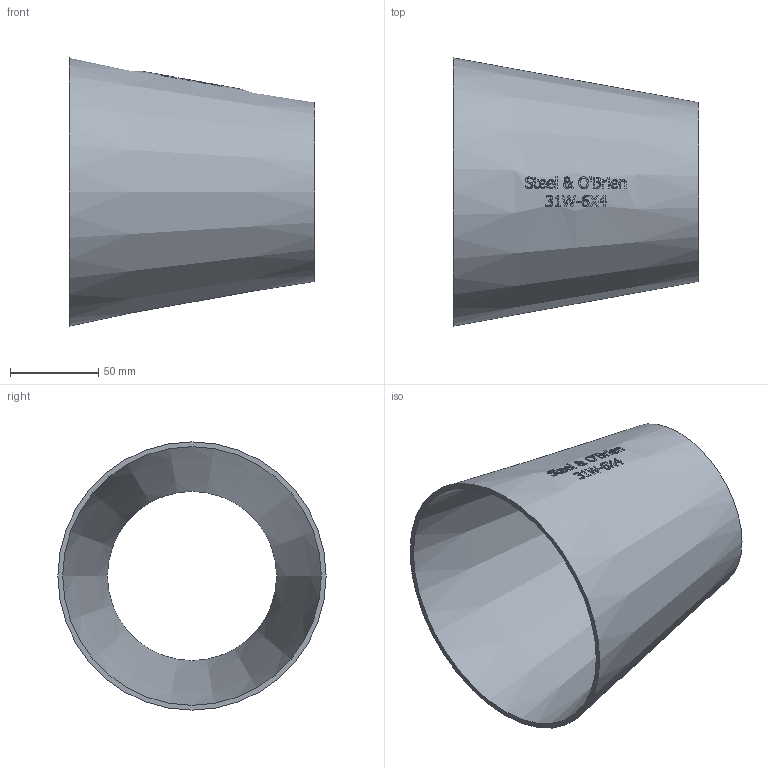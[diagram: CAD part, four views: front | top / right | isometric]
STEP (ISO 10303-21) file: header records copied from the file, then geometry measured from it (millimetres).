
FILE_DESCRIPTION(/* description */ (''),/* implementation_level */ '2;1');
FILE_NAME(/* name */ '31W-6X4.stp',/* time_stamp */ '2019-07-30T14:35:23-04:00',/* author */ ('rick'),/* organization */ (''),/* preprocessor_version */ 'ST-DEVELOPER v15.2',/* originating_system */ 'Autodesk Inventor 2014',/* authorisation */ '');
FILE_SCHEMA (('AUTOMOTIVE_DESIGN { 1 0 10303 214 3 1 1 }'));
Length unit declared in the file: inch
Products named in the file (1): 31W-6X4
Bounding box: 139.7 x 152.4 x 152.4 mm (x, y, z)
Volume: 150927.2 mm3; surface area: 113061.6 mm2
Topology: 1 solids, 1 shells, 336 faces, 909 edges, 606 vertices
Faces by surface type: bspline 158, plane 145, cone 33
Entity records: 13338 total; most frequent: CARTESIAN_POINT 5767, ORIENTED_EDGE 1814, DIRECTION 1103, EDGE_CURVE 907, VERTEX_POINT 606, LINE 429, VECTOR 429, EDGE_LOOP 371
